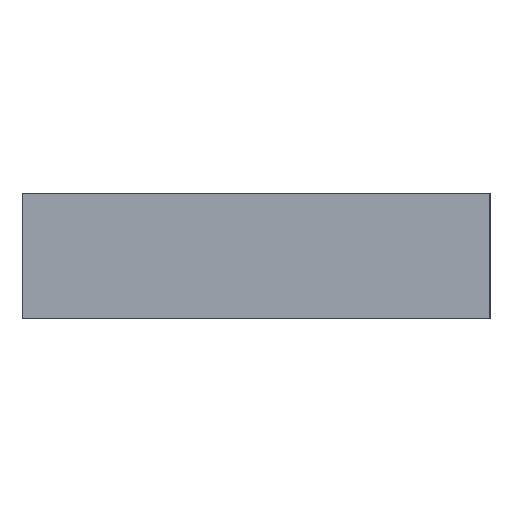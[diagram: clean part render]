
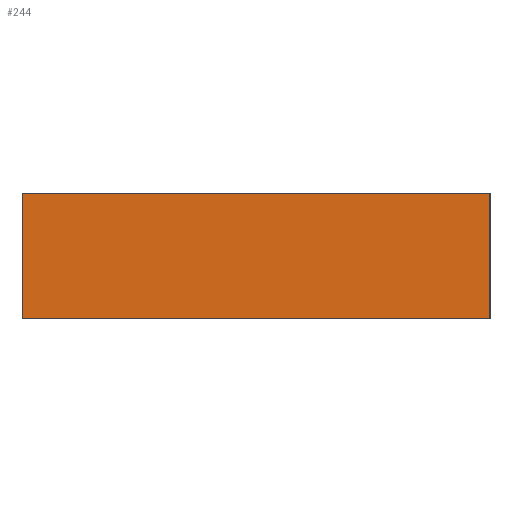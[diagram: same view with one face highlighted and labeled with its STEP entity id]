
A CAD part, left-side view. The second image highlights one B-rep face of the part: STEP entity #244.
In plain terms, the highlighted planar face has unit normal (-1, 0, 0).
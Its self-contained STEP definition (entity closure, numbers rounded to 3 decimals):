
#112=FACE_OUTER_BOUND('',#549,.T.);
#244=ADVANCED_FACE('',(#112),#375,.T.);
#375=PLANE('',#2749);
#549=EDGE_LOOP('',(#890,#891,#892,#893));
#890=ORIENTED_EDGE('',*,*,#1907,.F.);
#891=ORIENTED_EDGE('',*,*,#1911,.F.);
#892=ORIENTED_EDGE('',*,*,#1706,.T.);
#893=ORIENTED_EDGE('',*,*,#1912,.T.);
#1448=VERTEX_POINT('',#3603);
#1449=VERTEX_POINT('',#3604);
#1640=VERTEX_POINT('',#4116);
#1641=VERTEX_POINT('',#4117);
#1706=EDGE_CURVE('',#1448,#1449,#2094,.T.);
#1907=EDGE_CURVE('',#1640,#1641,#2226,.T.);
#1911=EDGE_CURVE('',#1448,#1640,#2230,.T.);
#1912=EDGE_CURVE('',#1449,#1641,#2231,.T.);
#2094=LINE('',#3602,#2384);
#2226=LINE('',#4115,#2516);
#2230=LINE('',#4124,#2520);
#2231=LINE('',#4125,#2521);
#2384=VECTOR('',#2891,1.);
#2516=VECTOR('',#3153,1.);
#2520=VECTOR('',#3159,1.);
#2521=VECTOR('',#3160,1.);
#2749=AXIS2_PLACEMENT_3D('',#4126,#3161,#3162);
#2891=DIRECTION('',(0.,1.,0.));
#3153=DIRECTION('',(0.,1.,0.));
#3159=DIRECTION('',(0.,0.,-1.));
#3160=DIRECTION('',(0.,0.,-1.));
#3161=DIRECTION('',(-1.,0.,0.));
#3162=DIRECTION('',(0.,0.,-1.));
#3602=CARTESIAN_POINT('',(-100.,-103.104,43.));
#3603=CARTESIAN_POINT('',(-100.,-103.104,43.));
#3604=CARTESIAN_POINT('',(-100.,56.896,43.));
#4115=CARTESIAN_POINT('',(-100.,-103.104,0.));
#4116=CARTESIAN_POINT('',(-100.,-103.104,0.));
#4117=CARTESIAN_POINT('',(-100.,56.896,0.));
#4124=CARTESIAN_POINT('',(-100.,-103.104,43.));
#4125=CARTESIAN_POINT('',(-100.,56.896,43.));
#4126=CARTESIAN_POINT('',(-100.,-103.104,43.));
